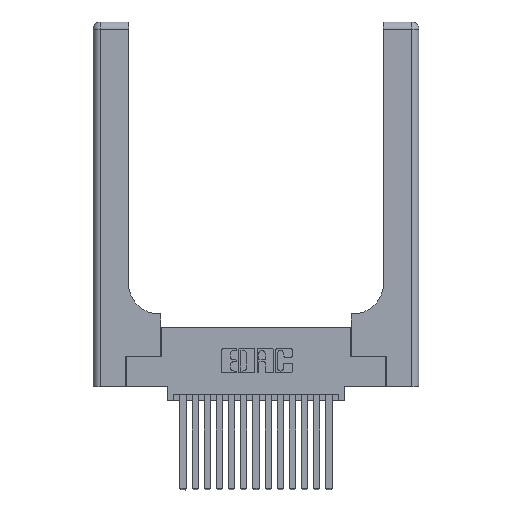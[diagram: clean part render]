
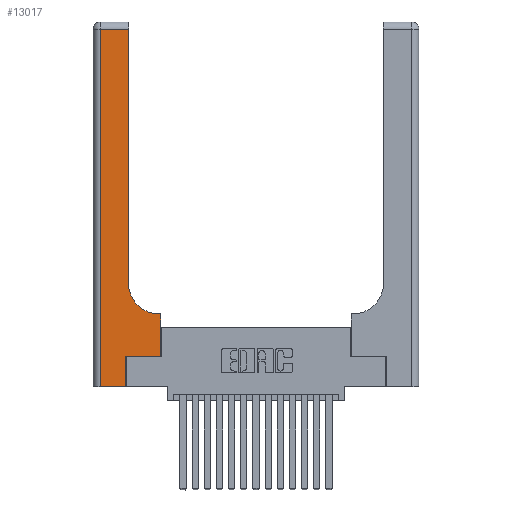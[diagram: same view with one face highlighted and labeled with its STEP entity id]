
A CAD part, top view. The second image highlights one B-rep face of the part: STEP entity #13017.
In plain terms, the highlighted planar face has unit normal (0, 0, 1).
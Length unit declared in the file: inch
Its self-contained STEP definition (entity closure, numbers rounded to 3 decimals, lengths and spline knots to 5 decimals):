
#250 = VECTOR ( 'NONE', #716, 39.37008 ) ;
#258 = CARTESIAN_POINT ( 'NONE',  ( 0.06, 3., 0.37 ) ) ;
#323 = VERTEX_POINT ( 'NONE', #5760 ) ;
#344 = DIRECTION ( 'NONE',  ( 0., 0., -1. ) ) ;
#595 = DIRECTION ( 'NONE',  ( 1., 0., 0. ) ) ;
#614 = EDGE_CURVE ( 'NONE', #1572, #6050, #18666, .T. ) ;
#716 = DIRECTION ( 'NONE',  ( 1., 0., 0. ) ) ;
#1027 = VECTOR ( 'NONE', #9930, 39.37008 ) ;
#1572 = VERTEX_POINT ( 'NONE', #2542 ) ;
#1918 = EDGE_CURVE ( 'NONE', #11143, #14467, #5857, .T. ) ;
#1932 = EDGE_LOOP ( 'NONE', ( #8553, #11960, #15190, #11879, #3229, #3372, #2260, #7630, #6601 ) ) ;
#2260 = ORIENTED_EDGE ( 'NONE', *, *, #614, .T. ) ;
#2542 = CARTESIAN_POINT ( 'NONE',  ( 0.5585, 0.25, 0.37 ) ) ;
#2926 = DIRECTION ( 'NONE',  ( -1., 0., 0. ) ) ;
#3071 = CARTESIAN_POINT ( 'NONE',  ( 0.2915, 3., 0.37 ) ) ;
#3229 = ORIENTED_EDGE ( 'NONE', *, *, #17620, .T. ) ;
#3298 = DIRECTION ( 'NONE',  ( 0., -1., 0. ) ) ;
#3372 = ORIENTED_EDGE ( 'NONE', *, *, #5979, .T. ) ;
#3407 = CARTESIAN_POINT ( 'NONE',  ( 0.269, 0.25, 0.37 ) ) ;
#3558 = CARTESIAN_POINT ( 'NONE',  ( 0., 0., 0.37 ) ) ;
#3840 = CARTESIAN_POINT ( 'NONE',  ( 0.2915, 0.85, 0.37 ) ) ;
#3969 = VECTOR ( 'NONE', #17047, 39.37008 ) ;
#4513 = LINE ( 'NONE', #12707, #10981 ) ;
#4692 = CIRCLE ( 'NONE', #7934, 0.25 ) ;
#5266 = CARTESIAN_POINT ( 'NONE',  ( 0.5585, 0.25, 0.37 ) ) ;
#5743 = EDGE_CURVE ( 'NONE', #9804, #11143, #16740, .T. ) ;
#5760 = CARTESIAN_POINT ( 'NONE',  ( 0.2915, 2.94, 0.37 ) ) ;
#5831 = LINE ( 'NONE', #11111, #3969 ) ;
#5857 = LINE ( 'NONE', #3558, #16564 ) ;
#5979 = EDGE_CURVE ( 'NONE', #6596, #1572, #18119, .T. ) ;
#6050 = VERTEX_POINT ( 'NONE', #18955 ) ;
#6132 = VECTOR ( 'NONE', #16154, 39.37008 ) ;
#6330 = VECTOR ( 'NONE', #16623, 39.37008 ) ;
#6596 = VERTEX_POINT ( 'NONE', #3407 ) ;
#6601 = ORIENTED_EDGE ( 'NONE', *, *, #16815, .T. ) ;
#6839 = LINE ( 'NONE', #8635, #6132 ) ;
#7382 = PLANE ( 'NONE',  #9872 ) ;
#7630 = ORIENTED_EDGE ( 'NONE', *, *, #15821, .T. ) ;
#7766 = CARTESIAN_POINT ( 'NONE',  ( 0.5415, 0.85, 0.37 ) ) ;
#7934 = AXIS2_PLACEMENT_3D ( 'NONE', #7766, #344, #595 ) ;
#8553 = ORIENTED_EDGE ( 'NONE', *, *, #16670, .T. ) ;
#8635 = CARTESIAN_POINT ( 'NONE',  ( 0.2915, 0.6, 0.37 ) ) ;
#8875 = CARTESIAN_POINT ( 'NONE',  ( 0.06, 2.94, 0.37 ) ) ;
#9533 = EDGE_CURVE ( 'NONE', #323, #9804, #4513, .T. ) ;
#9698 = CARTESIAN_POINT ( 'NONE',  ( 0.269, 0.25, 0.37 ) ) ;
#9735 = DIRECTION ( 'NONE',  ( -1., 0., 0. ) ) ;
#9804 = VERTEX_POINT ( 'NONE', #8875 ) ;
#9872 = AXIS2_PLACEMENT_3D ( 'NONE', #11776, #16242, #2926 ) ;
#9930 = DIRECTION ( 'NONE',  ( 0., 1., 0. ) ) ;
#10981 = VECTOR ( 'NONE', #9735, 39.37008 ) ;
#11111 = CARTESIAN_POINT ( 'NONE',  ( 0.269, 0., 0.37 ) ) ;
#11143 = VERTEX_POINT ( 'NONE', #11976 ) ;
#11635 = VERTEX_POINT ( 'NONE', #17892 ) ;
#11770 = FACE_OUTER_BOUND ( 'NONE', #1932, .T. ) ;
#11776 = CARTESIAN_POINT ( 'NONE',  ( 0., 3., 0.37 ) ) ;
#11879 = ORIENTED_EDGE ( 'NONE', *, *, #1918, .T. ) ;
#11952 = VERTEX_POINT ( 'NONE', #3840 ) ;
#11960 = ORIENTED_EDGE ( 'NONE', *, *, #9533, .T. ) ;
#11976 = CARTESIAN_POINT ( 'NONE',  ( 0.06, 0., 0.37 ) ) ;
#12236 = DIRECTION ( 'NONE',  ( 1., 0., 0. ) ) ;
#12707 = CARTESIAN_POINT ( 'NONE',  ( 0., 2.94, 0.37 ) ) ;
#13017 = ADVANCED_FACE ( 'NONE', ( #11770 ), #7382, .F. ) ;
#14268 = CARTESIAN_POINT ( 'NONE',  ( 0.269, 0., 0.37 ) ) ;
#14467 = VERTEX_POINT ( 'NONE', #14268 ) ;
#15190 = ORIENTED_EDGE ( 'NONE', *, *, #5743, .T. ) ;
#15821 = EDGE_CURVE ( 'NONE', #6050, #11635, #6839, .T. ) ;
#16119 = LINE ( 'NONE', #3071, #6330 ) ;
#16154 = DIRECTION ( 'NONE',  ( -1., 0., 0. ) ) ;
#16242 = DIRECTION ( 'NONE',  ( 0., 0., -1. ) ) ;
#16564 = VECTOR ( 'NONE', #12236, 39.37008 ) ;
#16623 = DIRECTION ( 'NONE',  ( 0., 1., 0. ) ) ;
#16670 = EDGE_CURVE ( 'NONE', #11952, #323, #16119, .T. ) ;
#16740 = LINE ( 'NONE', #258, #17686 ) ;
#16815 = EDGE_CURVE ( 'NONE', #11635, #11952, #4692, .T. ) ;
#17047 = DIRECTION ( 'NONE',  ( 0., 1., 0. ) ) ;
#17620 = EDGE_CURVE ( 'NONE', #14467, #6596, #5831, .T. ) ;
#17686 = VECTOR ( 'NONE', #3298, 39.37008 ) ;
#17892 = CARTESIAN_POINT ( 'NONE',  ( 0.5415, 0.6, 0.37 ) ) ;
#18119 = LINE ( 'NONE', #9698, #250 ) ;
#18666 = LINE ( 'NONE', #5266, #1027 ) ;
#18955 = CARTESIAN_POINT ( 'NONE',  ( 0.5585, 0.6, 0.37 ) ) ;
